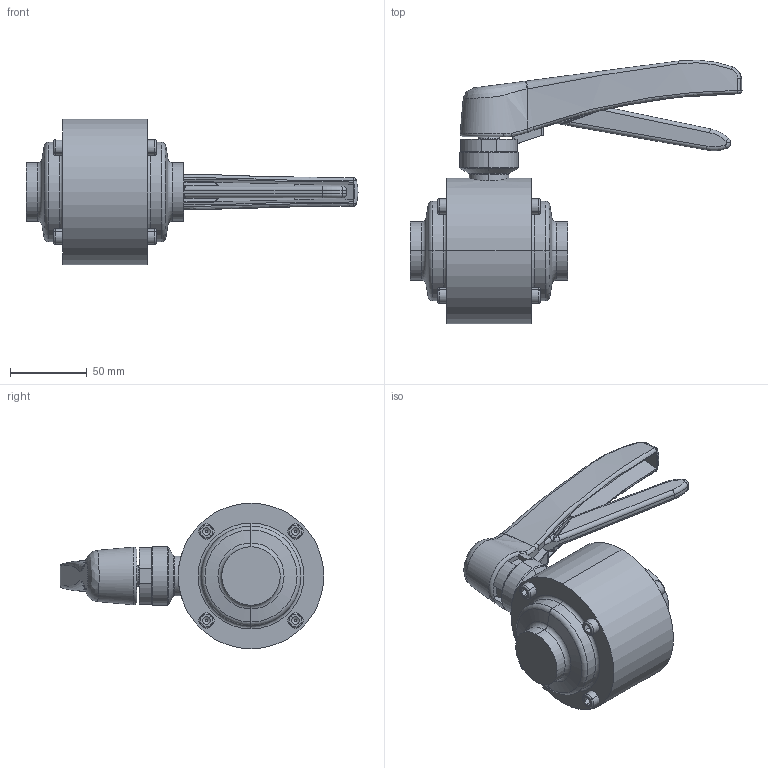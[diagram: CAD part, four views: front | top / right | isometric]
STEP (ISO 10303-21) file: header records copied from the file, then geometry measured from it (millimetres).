
FILE_DESCRIPTION (( 'STEP AP214' ), '1' );
FILE_NAME ('4025038xxx-xxx.STEP', '2014-04-02T11:35:26', ( 'Install' ), ( '' ), 'SwSTEP 2.0', 'SolidWorks 2013', '' );
FILE_SCHEMA (( 'AUTOMOTIVE_DESIGN' ));
Length unit declared in the file: millimetre
Products named in the file (3): Group2^4025038xxx-0xx; Group1^4025038xxx-0xx; 4025038xxx-xxx
Assembly tree (2 placements, depth 2):
  4025038xxx-xxx
    Group1^4025038xxx-0xx
    Group2^4025038xxx-0xx
Bounding box: 216.5 x 171.94 x 95 mm (x, y, z)
Volume: 610799.5 mm3; surface area: 73747.6 mm2
Topology: 2 solids, 2 shells, 424 faces, 994 edges, 583 vertices
Faces by surface type: plane 189, cylinder 93, bspline 63, torus 52, cone 27
Entity records: 17976 total; most frequent: CARTESIAN_POINT 8607, ORIENTED_EDGE 1968, DIRECTION 1913, EDGE_CURVE 984, AXIS2_PLACEMENT_3D 725, VERTEX_POINT 583, LINE 463, VECTOR 463
